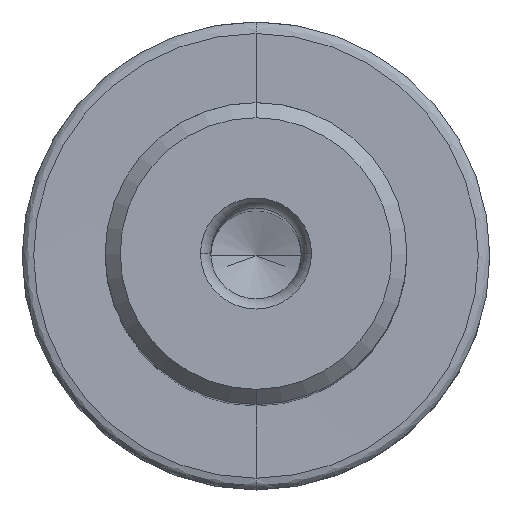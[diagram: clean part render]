
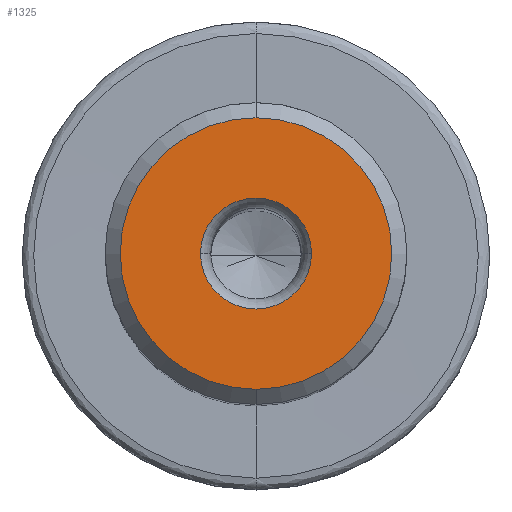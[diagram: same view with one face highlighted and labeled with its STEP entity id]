
A CAD part, top view. The second image highlights one B-rep face of the part: STEP entity #1325.
In plain terms, the highlighted face is planar.
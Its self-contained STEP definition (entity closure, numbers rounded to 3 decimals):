
#573=CARTESIAN_POINT('',(0.,0.,0.));
#574=DIRECTION('',(0.,0.,-1.));
#575=DIRECTION('',(0.,1.,0.));
#576=AXIS2_PLACEMENT_3D('',#573,#574,#575);
#595=CARTESIAN_POINT('',(0.,0.,0.));
#596=DIRECTION('',(0.,0.,1.));
#597=DIRECTION('',(0.,1.,0.));
#598=AXIS2_PLACEMENT_3D('',#595,#596,#597);
#603=CARTESIAN_POINT('',(0.,0.,0.));
#604=DIRECTION('',(0.,0.,1.));
#605=DIRECTION('',(-1.,0.,0.));
#606=AXIS2_PLACEMENT_3D('',#603,#604,#605);
#611=CARTESIAN_POINT('',(0.,0.,0.));
#612=DIRECTION('',(0.,0.,1.));
#613=DIRECTION('',(1.,0.,0.));
#614=AXIS2_PLACEMENT_3D('',#611,#612,#613);
#749=CARTESIAN_POINT('',(0.,9.,0.));
#751=VERTEX_POINT('',#749);
#757=CARTESIAN_POINT('',(0.,-9.,0.));
#759=VERTEX_POINT('',#757);
#783=CARTESIAN_POINT('',(-3.677,0.,0.));
#784=VERTEX_POINT('',#783);
#785=CARTESIAN_POINT('',(3.677,0.,0.));
#786=VERTEX_POINT('',#785);
#1310=CARTESIAN_POINT('',(0.,0.,0.));
#1311=DIRECTION('',(0.,0.,-1.));
#1312=DIRECTION('',(0.,-1.,0.));
#1313=AXIS2_PLACEMENT_3D('',#1310,#1311,#1312);
#1314=PLANE('',#1313);
#1315=ORIENTED_EDGE('',*,*,#1289,.F.);
#1316=ORIENTED_EDGE('',*,*,#1305,.T.);
#1317=EDGE_LOOP('',(#1315,#1316));
#1318=FACE_OUTER_BOUND('',#1317,.F.);
#1320=ORIENTED_EDGE('',*,*,#1319,.F.);
#1322=ORIENTED_EDGE('',*,*,#1321,.F.);
#1323=EDGE_LOOP('',(#1320,#1322));
#1324=FACE_BOUND('',#1323,.F.);
#577=CIRCLE('',#576,9.);
#599=CIRCLE('',#598,9.);
#607=CIRCLE('',#606,3.677);
#615=CIRCLE('',#614,3.677);
#1289=EDGE_CURVE('',#751,#759,#577,.T.);
#1305=EDGE_CURVE('',#751,#759,#599,.T.);
#1319=EDGE_CURVE('',#784,#786,#607,.T.);
#1321=EDGE_CURVE('',#786,#784,#615,.T.);
#1325=ADVANCED_FACE('',(#1318,#1324),#1314,.T.);
